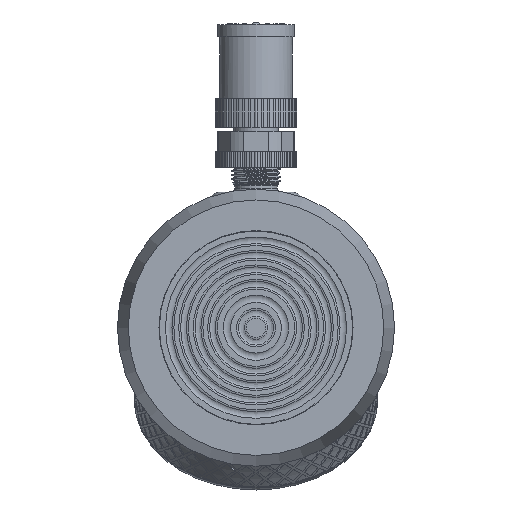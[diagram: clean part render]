
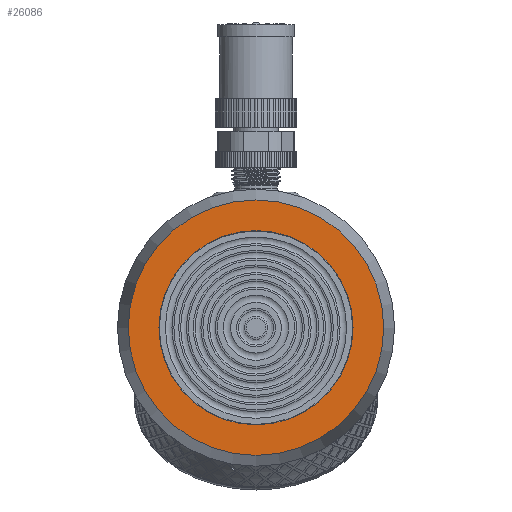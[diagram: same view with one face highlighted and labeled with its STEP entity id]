
A CAD part, left-side view. The second image highlights one B-rep face of the part: STEP entity #26086.
In plain terms, the highlighted planar face has unit normal (-1, 0, 0).
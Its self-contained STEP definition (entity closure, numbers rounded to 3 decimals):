
#1020=FACE_BOUND('',#3377,.T.);
#1380=PLANE('',#28017);
#1667=FACE_OUTER_BOUND('',#3376,.T.);
#3376=EDGE_LOOP('',(#17618));
#3377=EDGE_LOOP('',(#17619));
#5377=CIRCLE('',#28008,24.);
#5382=CIRCLE('',#28018,31.571);
#10283=VERTEX_POINT('',#38565);
#10285=VERTEX_POINT('',#38578);
#13159=EDGE_CURVE('',#10283,#10283,#5377,.T.);
#13165=EDGE_CURVE('',#10285,#10285,#5382,.T.);
#17618=ORIENTED_EDGE('',*,*,#13165,.F.);
#17619=ORIENTED_EDGE('',*,*,#13159,.T.);
#26086=ADVANCED_FACE('',(#1667,#1020),#1380,.T.);
#28008=AXIS2_PLACEMENT_3D('',#38566,#29973,#29974);
#28017=AXIS2_PLACEMENT_3D('',#38577,#29992,#29993);
#28018=AXIS2_PLACEMENT_3D('',#38579,#29994,#29995);
#29973=DIRECTION('center_axis',(1.,0.,0.));
#29974=DIRECTION('ref_axis',(0.,1.,0.));
#29992=DIRECTION('center_axis',(-1.,0.,0.));
#29993=DIRECTION('ref_axis',(0.,0.,1.));
#29994=DIRECTION('center_axis',(1.,0.,0.));
#29995=DIRECTION('ref_axis',(0.,0.,-1.));
#38565=CARTESIAN_POINT('',(-31.,-24.,0.));
#38566=CARTESIAN_POINT('Origin',(-31.,0.,0.));
#38577=CARTESIAN_POINT('Origin',(-31.,31.571,0.));
#38578=CARTESIAN_POINT('',(-31.,-31.571,0.));
#38579=CARTESIAN_POINT('Origin',(-31.,0.,0.));
